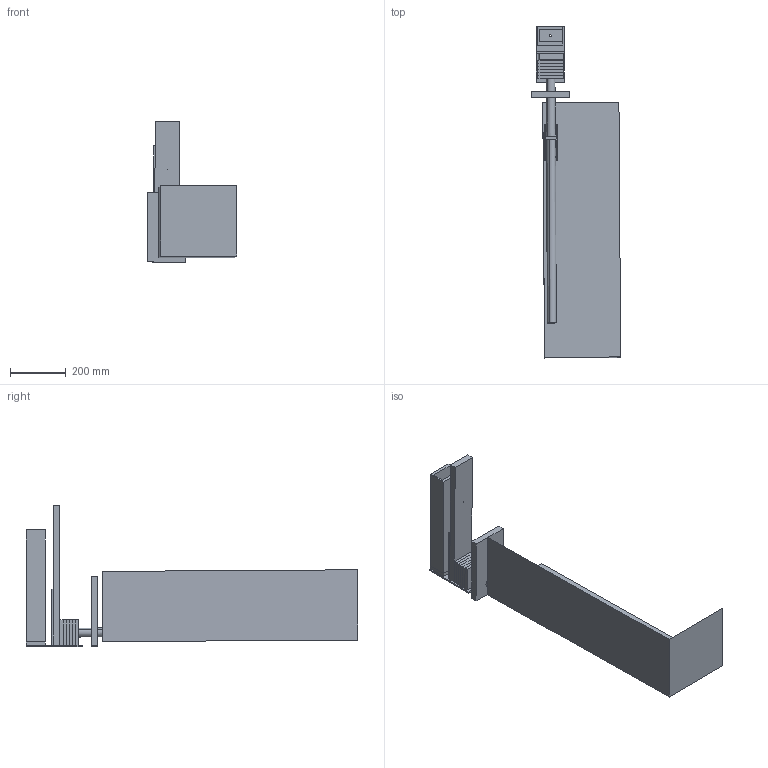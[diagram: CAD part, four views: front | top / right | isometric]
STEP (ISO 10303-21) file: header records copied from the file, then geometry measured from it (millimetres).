
FILE_DESCRIPTION (( 'STEP AP214' ), '1' );
FILE_NAME ('Skipper-Assembly.step', '2019-12-20T14:20:40', ( '' ), ( '' ), 'SwSTEP 2.0', 'SolidWorks 2017', '' );
FILE_SCHEMA (( 'AUTOMOTIVE_DESIGN' ));
Length unit declared in the file: millimetre
Products named in the file (29): Hand_Neck; Base; Hand_Base; Lower_Arm; Main_Thrower; Long_Hand_Upper_Connector; Upper_Arm; Long_Hand_Upper_Base; Acrylic_Connector; Thrower_Connector; Metal_Connector; Skipper-Assembly
Assembly tree (17 placements, depth 2):
  Hand_Neck
  Hand_Neck
  Main_Thrower
  Long_Hand_Upper_Connector
  Base
Bounding box: 319.24 x 1185.41 x 505.75 mm (x, y, z)
Volume: 3672160.5 mm3; surface area: 1356584.2 mm2
Topology: 16 solids, 17 shells, 235 faces, 589 edges, 373 vertices
Faces by surface type: cylinder 112, plane 91, cone 28, bspline 4
Entity records: 8929 total; most frequent: CARTESIAN_POINT 1819, DIRECTION 963, ORIENTED_EDGE 864, EDGE_CURVE 435, AXIS2_PLACEMENT_3D 365, VERTEX_POINT 289, EDGE_LOOP 257, VECTOR 233
